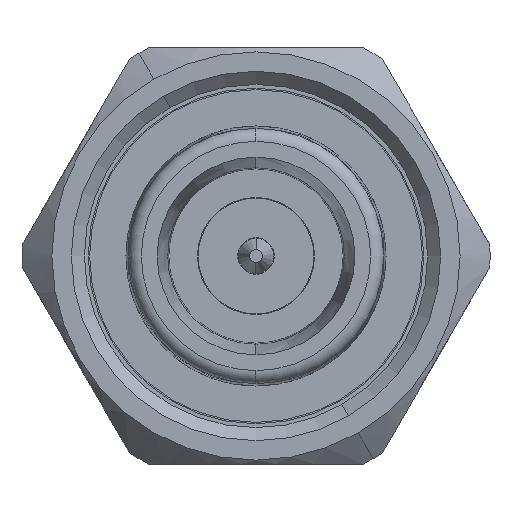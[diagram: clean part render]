
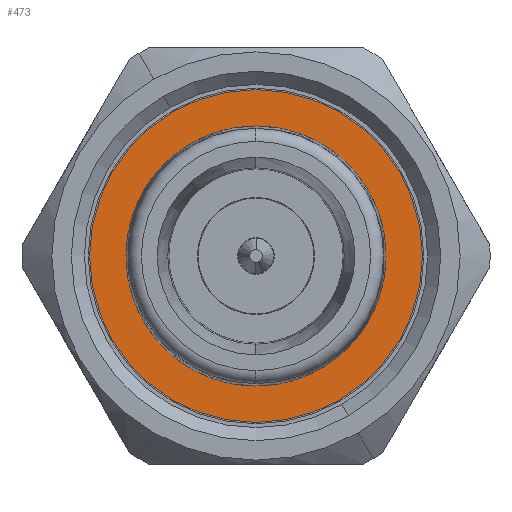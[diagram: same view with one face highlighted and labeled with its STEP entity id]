
A CAD part, left-side view. The second image highlights one B-rep face of the part: STEP entity #473.
In plain terms, the highlighted planar face has unit normal (-1, 0, 0).
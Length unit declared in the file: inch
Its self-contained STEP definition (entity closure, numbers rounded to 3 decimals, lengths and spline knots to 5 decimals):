
#59 = CARTESIAN_POINT ( 'NONE',  ( 0.32677, 0., 0. ) ) ;
#100 = DIRECTION ( 'NONE',  ( -1., 0., 0. ) ) ;
#111 = CARTESIAN_POINT ( 'NONE',  ( 0.32677, 0., 0. ) ) ;
#118 = AXIS2_PLACEMENT_3D ( 'NONE', #4392, #2599, #1911 ) ;
#319 = EDGE_CURVE ( 'NONE', #3820, #1778, #3035, .T. ) ;
#321 = FACE_BOUND ( 'NONE', #389, .T. ) ;
#389 = EDGE_LOOP ( 'NONE', ( #2697, #1579 ) ) ;
#473 = ADVANCED_FACE ( 'NONE', ( #2633, #321 ), #554, .F. ) ;
#551 = AXIS2_PLACEMENT_3D ( 'NONE', #4189, #3127, #3501 ) ;
#554 = PLANE ( 'NONE',  #1246 ) ;
#758 = EDGE_LOOP ( 'NONE', ( #2687, #2003 ) ) ;
#834 = DIRECTION ( 'NONE',  ( 0., 0., 1. ) ) ;
#1223 = AXIS2_PLACEMENT_3D ( 'NONE', #59, #3882, #3607 ) ;
#1246 = AXIS2_PLACEMENT_3D ( 'NONE', #1585, #3808, #1631 ) ;
#1579 = ORIENTED_EDGE ( 'NONE', *, *, #2862, .F. ) ;
#1585 = CARTESIAN_POINT ( 'NONE',  ( 0.32677, 0.19685, 0. ) ) ;
#1631 = DIRECTION ( 'NONE',  ( 0., 1., 0. ) ) ;
#1713 = CIRCLE ( 'NONE', #118, 0.25197 ) ;
#1765 = CIRCLE ( 'NONE', #1223, 0.25197 ) ;
#1778 = VERTEX_POINT ( 'NONE', #3937 ) ;
#1839 = CARTESIAN_POINT ( 'NONE',  ( 0.32677, 0., -0.25197 ) ) ;
#1911 = DIRECTION ( 'NONE',  ( 0., 0., 1. ) ) ;
#2003 = ORIENTED_EDGE ( 'NONE', *, *, #3682, .T. ) ;
#2563 = AXIS2_PLACEMENT_3D ( 'NONE', #111, #100, #834 ) ;
#2599 = DIRECTION ( 'NONE',  ( -1., 0., 0. ) ) ;
#2633 = FACE_OUTER_BOUND ( 'NONE', #758, .T. ) ;
#2687 = ORIENTED_EDGE ( 'NONE', *, *, #2897, .T. ) ;
#2697 = ORIENTED_EDGE ( 'NONE', *, *, #319, .F. ) ;
#2862 = EDGE_CURVE ( 'NONE', #1778, #3820, #3413, .T. ) ;
#2897 = EDGE_CURVE ( 'NONE', #3669, #3438, #1713, .T. ) ;
#2975 = CARTESIAN_POINT ( 'NONE',  ( 0.32677, 0., 0.19685 ) ) ;
#3035 = CIRCLE ( 'NONE', #551, 0.19685 ) ;
#3127 = DIRECTION ( 'NONE',  ( -1., 0., 0. ) ) ;
#3413 = CIRCLE ( 'NONE', #2563, 0.19685 ) ;
#3438 = VERTEX_POINT ( 'NONE', #1839 ) ;
#3501 = DIRECTION ( 'NONE',  ( 0., 0., 1. ) ) ;
#3607 = DIRECTION ( 'NONE',  ( 0., 0., 1. ) ) ;
#3669 = VERTEX_POINT ( 'NONE', #3846 ) ;
#3682 = EDGE_CURVE ( 'NONE', #3438, #3669, #1765, .T. ) ;
#3808 = DIRECTION ( 'NONE',  ( 1., 0., 0. ) ) ;
#3820 = VERTEX_POINT ( 'NONE', #2975 ) ;
#3846 = CARTESIAN_POINT ( 'NONE',  ( 0.32677, 0., 0.25197 ) ) ;
#3882 = DIRECTION ( 'NONE',  ( -1., 0., 0. ) ) ;
#3937 = CARTESIAN_POINT ( 'NONE',  ( 0.32677, 0., -0.19685 ) ) ;
#4189 = CARTESIAN_POINT ( 'NONE',  ( 0.32677, 0., 0. ) ) ;
#4392 = CARTESIAN_POINT ( 'NONE',  ( 0.32677, 0., 0. ) ) ;
